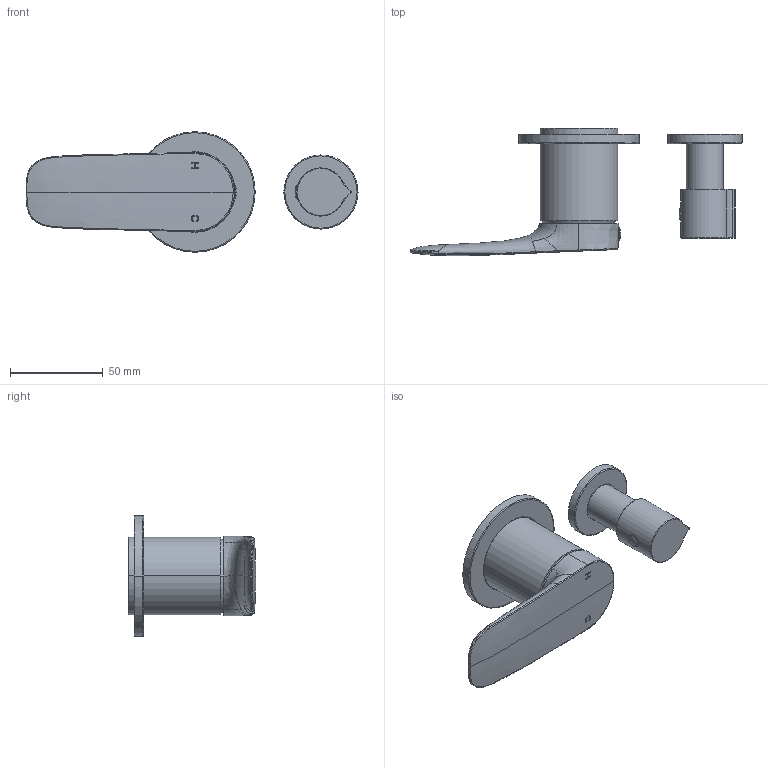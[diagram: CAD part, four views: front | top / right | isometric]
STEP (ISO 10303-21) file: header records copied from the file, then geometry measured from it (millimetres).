
FILE_DESCRIPTION((''),'2;1');
FILE_NAME('1E7011-02CP_ASM_ASM','2023-06-13T',('Administrator'),(''),'PRO/ENGINEER BY PARAMETRIC TECHNOLOGY CORPORATION, 2010280','PRO/ENGINEER BY PARAMETRIC TECHNOLOGY CORPORATION, 2010280','');
FILE_SCHEMA(('CONFIG_CONTROL_DESIGN'));
Length unit declared in the file: millimetre
Products named in the file (14): 2E7007-31NT_23; 2E7016-32CP-111_11; 2E7009-21CP_12; 3LS1001NT_3; 3ZS1006NT_3; 2E7007-32CP_15; 2E7007-33CP_26; 2A1016-21CP_18; 2E7016-34CP_17; 3OR1038NT_4; 2E7007-34CP_10; 3OR1037NT_5; 1E7011-02CP_ASM_4_ASM; 1E7011-02CP_ASM_ASM
Assembly tree (15 placements, depth 3):
  1E7011-02CP_ASM_ASM
    1E7011-02CP_ASM_4_ASM
      2E7007-31NT_23
      2E7016-32CP-111_11
      2E7009-21CP_12
      3LS1001NT_3  x2
      3ZS1006NT_3  x2
      2E7007-32CP_15
      2E7007-33CP_26
      2A1016-21CP_18
      2E7016-34CP_17
      3OR1038NT_4
      2E7007-34CP_10
      3OR1037NT_5
Bounding box: 179.19 x 68.8 x 65 mm (x, y, z)
Volume: 58661.7 mm3; surface area: 64428 mm2
Topology: 14 solids, 14 shells, 550 faces, 1505 edges, 997 vertices
Faces by surface type: plane 196, cylinder 172, bspline 83, cone 63, torus 32, sphere 4
Entity records: 31048 total; most frequent: CARTESIAN_POINT 18783, ORIENTED_EDGE 2754, DIRECTION 2158, EDGE_CURVE 1377, VERTEX_POINT 913, AXIS2_PLACEMENT_3D 835, EDGE_LOOP 548, B_SPLINE_CURVE_WITH_KNOTS 526
